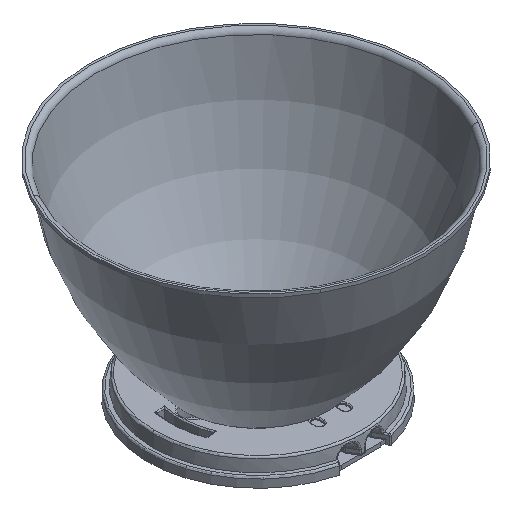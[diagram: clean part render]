
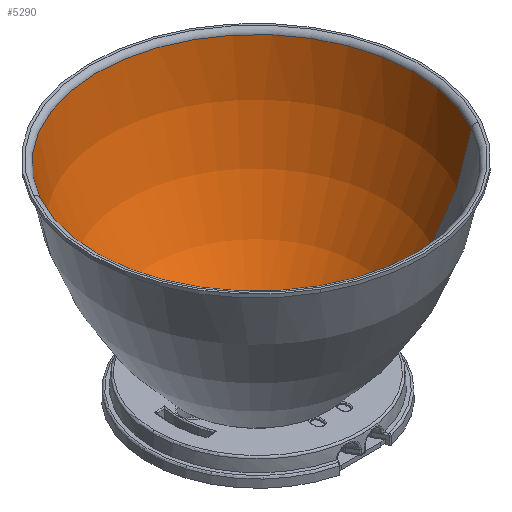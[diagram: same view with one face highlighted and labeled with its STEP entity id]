
A CAD part, isometric view. The second image highlights one B-rep face of the part: STEP entity #5290.
In plain terms, the highlighted toroidal (fillet/blend) face has major radius 37.425 mm and minor radius 81.159 mm.
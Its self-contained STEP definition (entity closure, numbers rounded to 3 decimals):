
#1350=CARTESIAN_POINT('',(0.007,0.006,
-5.13));
#1360=DIRECTION('',(0.,0.,1.));
#1370=DIRECTION('',(0.795,0.607,
0.));
#1380=AXIS2_PLACEMENT_3D('',#1350,#1360,#1370);
#1390=CIRCLE('',#1380,18.932);
#1400=CARTESIAN_POINT('',(7.29,17.482,
-5.13));
#1410=VERTEX_POINT('',#1400);
#1460=CARTESIAN_POINT('',(-14.389,-34.539,
-63.53));
#1470=DIRECTION('',(-0.923,0.385,
0.));
#1480=DIRECTION('',(0.,0.,1.));
#1490=AXIS2_PLACEMENT_3D('',#1460,#1470,#1480);
#1500=CIRCLE('',#1490,81.159);
#1510=CARTESIAN_POINT('',(16.554,39.709,
-52.736));
#1520=VERTEX_POINT('',#1510);
#1530=EDGE_CURVE('',#1410,#1520,#1500,.T.);
#1550=CARTESIAN_POINT('',(0.007,0.006,
-52.736));
#1560=DIRECTION('',(0.,0.,1.));
#1570=DIRECTION('',(-0.385,-0.923,
0.));
#1580=AXIS2_PLACEMENT_3D('',#1550,#1560,#1570);
#1590=CIRCLE('',#1580,43.012);
#1600=CARTESIAN_POINT('',(-16.539,-39.696,
-52.736));
#1610=VERTEX_POINT('',#1600);
#1640=CARTESIAN_POINT('',(14.404,34.552,
-63.53));
#1650=DIRECTION('',(0.923,-0.385,
0.));
#1660=DIRECTION('',(0.,0.,1.));
#1670=AXIS2_PLACEMENT_3D('',#1640,#1650,#1660);
#1680=CIRCLE('',#1670,81.159);
#1690=CARTESIAN_POINT('',(-7.275,-17.469,
-5.13));
#1700=VERTEX_POINT('',#1690);
#1710=EDGE_CURVE('',#1700,#1610,#1680,.T.);
#3830=CARTESIAN_POINT('',(15.052,11.499,
-5.13));
#3840=VERTEX_POINT('',#3830);
#3850=EDGE_CURVE('',#1700,#3840,#1390,.T.);
#5090=EDGE_CURVE('',#3840,#1410,#1390,.T.);
#5160=CARTESIAN_POINT('',(0.007,0.006,
-63.53));
#5170=DIRECTION('',(0.,0.,1.));
#5180=DIRECTION('',(-0.385,-0.923,
0.));
#5190=AXIS2_PLACEMENT_3D('',#5160,#5170,#5180);
#5200=DEGENERATE_TOROIDAL_SURFACE('',#5190,37.425,
81.159,.F.);
#5210=ORIENTED_EDGE('',*,*,#5090,.T.);
#5220=ORIENTED_EDGE('',*,*,#3850,.T.);
#5230=ORIENTED_EDGE('',*,*,#1710,.F.);
#5240=EDGE_CURVE('',#1610,#1520,#1590,.T.);
#5250=ORIENTED_EDGE('',*,*,#5240,.F.);
#5260=ORIENTED_EDGE('',*,*,#1530,.T.);
#5270=EDGE_LOOP('',(#5260,#5250,#5230,#5220,#5210));
#5280=FACE_OUTER_BOUND('',#5270,.T.);
#5290=ADVANCED_FACE('',(#5280),#5200,.T.);
